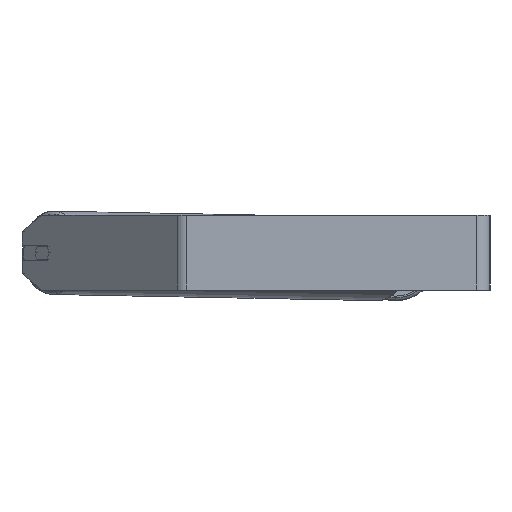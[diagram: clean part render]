
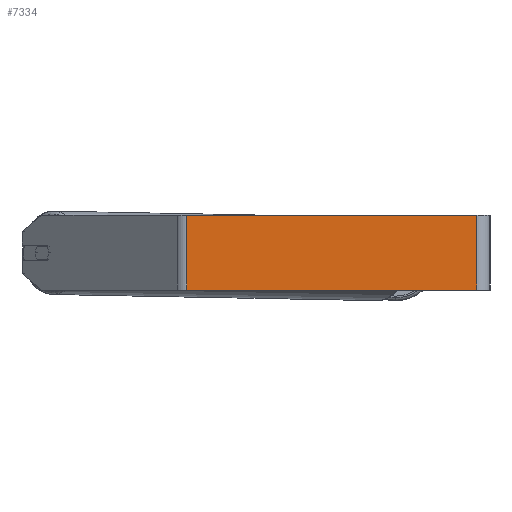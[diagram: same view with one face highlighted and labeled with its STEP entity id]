
A CAD part, left-side view. The second image highlights one B-rep face of the part: STEP entity #7334.
In plain terms, the highlighted planar face has unit normal (-1, 0, 0).
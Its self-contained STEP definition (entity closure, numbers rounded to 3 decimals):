
#188 = CARTESIAN_POINT ( 'NONE',  ( -800., 323.906, -40. ) ) ;
#251 = CARTESIAN_POINT ( 'NONE',  ( -800., 329.705, 40. ) ) ;
#528 = CARTESIAN_POINT ( 'NONE',  ( -800., 14., 40. ) ) ;
#901 = AXIS2_PLACEMENT_3D ( 'NONE', #5553, #2250, #6314 ) ;
#963 = EDGE_CURVE ( 'NONE', #1077, #6139, #3083, .T. ) ;
#981 = LINE ( 'NONE', #1662, #6410 ) ;
#1077 = VERTEX_POINT ( 'NONE', #1354 ) ;
#1354 = CARTESIAN_POINT ( 'NONE',  ( -800., 323.906, 40. ) ) ;
#1598 = EDGE_CURVE ( 'NONE', #1077, #6105, #981, .T. ) ;
#1662 = CARTESIAN_POINT ( 'NONE',  ( -800., 323.906, 40. ) ) ;
#1735 = ORIENTED_EDGE ( 'NONE', *, *, #1598, .T. ) ;
#2250 = DIRECTION ( 'NONE',  ( 1., 0., 0. ) ) ;
#2850 = FACE_OUTER_BOUND ( 'NONE', #3887, .T. ) ;
#3083 = LINE ( 'NONE', #251, #5825 ) ;
#3533 = ORIENTED_EDGE ( 'NONE', *, *, #7764, .F. ) ;
#3887 = EDGE_LOOP ( 'NONE', ( #7078, #3533, #4426, #1735 ) ) ;
#4357 = DIRECTION ( 'NONE',  ( 0., 0., -1. ) ) ;
#4372 = DIRECTION ( 'NONE',  ( 0., -1., 0. ) ) ;
#4426 = ORIENTED_EDGE ( 'NONE', *, *, #963, .F. ) ;
#4532 = CARTESIAN_POINT ( 'NONE',  ( -800., 14., -40. ) ) ;
#4926 = DIRECTION ( 'NONE',  ( 0., -1., 0. ) ) ;
#4933 = CARTESIAN_POINT ( 'NONE',  ( -800., 14., 40. ) ) ;
#5553 = CARTESIAN_POINT ( 'NONE',  ( -800., 329.705, 40. ) ) ;
#5723 = LINE ( 'NONE', #6922, #7418 ) ;
#5825 = VECTOR ( 'NONE', #4372, 1000. ) ;
#6105 = VERTEX_POINT ( 'NONE', #188 ) ;
#6139 = VERTEX_POINT ( 'NONE', #4933 ) ;
#6314 = DIRECTION ( 'NONE',  ( 0., 0., -1. ) ) ;
#6410 = VECTOR ( 'NONE', #4357, 1000. ) ;
#6922 = CARTESIAN_POINT ( 'NONE',  ( -800., 329.705, -40. ) ) ;
#7067 = VERTEX_POINT ( 'NONE', #4532 ) ;
#7078 = ORIENTED_EDGE ( 'NONE', *, *, #7687, .T. ) ;
#7181 = LINE ( 'NONE', #528, #7557 ) ;
#7334 = ADVANCED_FACE ( 'NONE', ( #2850 ), #7768, .F. ) ;
#7418 = VECTOR ( 'NONE', #4926, 1000. ) ;
#7557 = VECTOR ( 'NONE', #7925, 1000. ) ;
#7687 = EDGE_CURVE ( 'NONE', #6105, #7067, #5723, .T. ) ;
#7764 = EDGE_CURVE ( 'NONE', #6139, #7067, #7181, .T. ) ;
#7768 = PLANE ( 'NONE',  #901 ) ;
#7925 = DIRECTION ( 'NONE',  ( 0., 0., -1. ) ) ;
